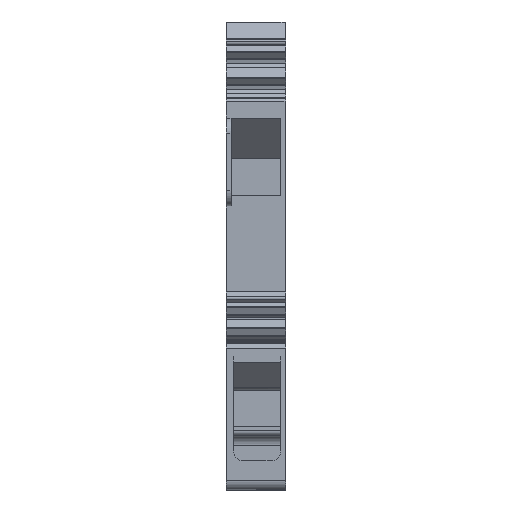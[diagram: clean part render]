
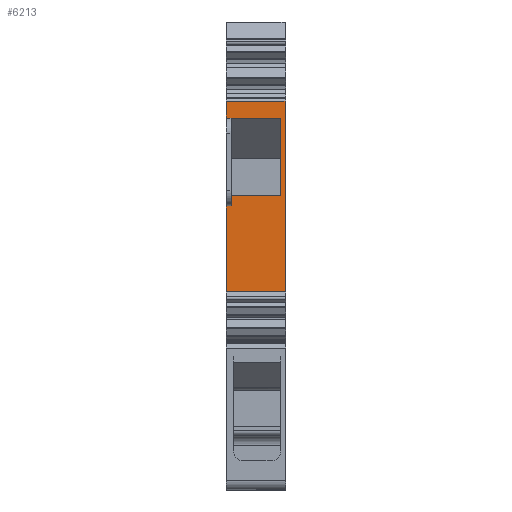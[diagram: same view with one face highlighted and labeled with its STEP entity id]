
A CAD part, front view. The second image highlights one B-rep face of the part: STEP entity #6213.
In plain terms, the highlighted planar face has unit normal (0, -1, 0).
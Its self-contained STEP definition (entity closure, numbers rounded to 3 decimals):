
#6143=AXIS2_PLACEMENT_3D('Plane Axis2P3D',#6140,#6141,#6142) ;
#715=CARTESIAN_POINT('Vertex',(0.,11.55,20.3)) ;
#718=CARTESIAN_POINT('Line Origine',(0.,11.55,24.7)) ;
#722=CARTESIAN_POINT('Vertex',(0.,11.55,29.1)) ;
#743=CARTESIAN_POINT('Vertex',(0.,11.55,38.1)) ;
#746=CARTESIAN_POINT('Line Origine',(0.,11.55,38.964)) ;
#750=CARTESIAN_POINT('Vertex',(0.,11.55,39.828)) ;
#2728=CARTESIAN_POINT('Vertex',(6.1,11.55,39.828)) ;
#2731=CARTESIAN_POINT('Line Origine',(6.1,11.55,30.064)) ;
#2735=CARTESIAN_POINT('Vertex',(6.1,11.55,20.3)) ;
#6080=CARTESIAN_POINT('Line Origine',(1.9,11.55,20.3)) ;
#6084=CARTESIAN_POINT('Vertex',(3.8,11.55,20.3)) ;
#6087=CARTESIAN_POINT('Line Origine',(6.,11.55,20.3)) ;
#6091=CARTESIAN_POINT('Vertex',(5.9,11.55,20.3)) ;
#6094=CARTESIAN_POINT('Line Origine',(4.85,11.55,20.3)) ;
#6140=CARTESIAN_POINT('Axis2P3D Location',(0.,11.55,20.3)) ;
#6145=CARTESIAN_POINT('Line Origine',(5.6,11.55,34.15)) ;
#6149=CARTESIAN_POINT('Vertex',(5.6,11.55,30.2)) ;
#6151=CARTESIAN_POINT('Vertex',(5.6,11.55,38.1)) ;
#6154=CARTESIAN_POINT('Line Origine',(3.05,11.55,30.2)) ;
#6158=CARTESIAN_POINT('Vertex',(0.5,11.55,30.2)) ;
#6161=CARTESIAN_POINT('Line Origine',(0.5,11.55,29.65)) ;
#6165=CARTESIAN_POINT('Vertex',(0.5,11.55,29.1)) ;
#6168=CARTESIAN_POINT('Line Origine',(0.25,11.55,29.1)) ;
#6173=CARTESIAN_POINT('Line Origine',(6.,11.55,39.828)) ;
#6177=CARTESIAN_POINT('Vertex',(5.9,11.55,39.828)) ;
#6180=CARTESIAN_POINT('Line Origine',(2.95,11.55,39.828)) ;
#6185=CARTESIAN_POINT('Line Origine',(0.25,11.55,38.1)) ;
#6189=CARTESIAN_POINT('Vertex',(0.5,11.55,38.1)) ;
#6192=CARTESIAN_POINT('Line Origine',(3.05,11.55,38.1)) ;
#719=DIRECTION('Vector Direction',(0.,0.,1.)) ;
#747=DIRECTION('Vector Direction',(0.,0.,1.)) ;
#2732=DIRECTION('Vector Direction',(0.,0.,-1.)) ;
#6081=DIRECTION('Vector Direction',(-1.,0.,0.)) ;
#6088=DIRECTION('Vector Direction',(-1.,0.,0.)) ;
#6095=DIRECTION('Vector Direction',(-1.,0.,0.)) ;
#6141=DIRECTION('Axis2P3D Direction',(0.,-1.,0.)) ;
#6142=DIRECTION('Axis2P3D XDirection',(0.,0.,1.)) ;
#6146=DIRECTION('Vector Direction',(0.,0.,-1.)) ;
#6155=DIRECTION('Vector Direction',(-1.,0.,0.)) ;
#6162=DIRECTION('Vector Direction',(0.,0.,1.)) ;
#6169=DIRECTION('Vector Direction',(-1.,0.,0.)) ;
#6174=DIRECTION('Vector Direction',(-1.,0.,0.)) ;
#6181=DIRECTION('Vector Direction',(-1.,0.,0.)) ;
#6186=DIRECTION('Vector Direction',(-1.,0.,0.)) ;
#6193=DIRECTION('Vector Direction',(-1.,0.,0.)) ;
#720=VECTOR('Line Direction',#719,1.) ;
#748=VECTOR('Line Direction',#747,1.) ;
#2733=VECTOR('Line Direction',#2732,1.) ;
#6082=VECTOR('Line Direction',#6081,1.) ;
#6089=VECTOR('Line Direction',#6088,1.) ;
#6096=VECTOR('Line Direction',#6095,1.) ;
#6147=VECTOR('Line Direction',#6146,1.) ;
#6156=VECTOR('Line Direction',#6155,1.) ;
#6163=VECTOR('Line Direction',#6162,1.) ;
#6170=VECTOR('Line Direction',#6169,1.) ;
#6175=VECTOR('Line Direction',#6174,1.) ;
#6182=VECTOR('Line Direction',#6181,1.) ;
#6187=VECTOR('Line Direction',#6186,1.) ;
#6194=VECTOR('Line Direction',#6193,1.) ;
#6198=ORIENTED_EDGE('',*,*,#6153,.F.) ;
#6199=ORIENTED_EDGE('',*,*,#6160,.T.) ;
#6200=ORIENTED_EDGE('',*,*,#6167,.T.) ;
#6201=ORIENTED_EDGE('',*,*,#6172,.T.) ;
#6202=ORIENTED_EDGE('',*,*,#724,.F.) ;
#6203=ORIENTED_EDGE('',*,*,#6086,.F.) ;
#6204=ORIENTED_EDGE('',*,*,#6098,.F.) ;
#6205=ORIENTED_EDGE('',*,*,#6093,.F.) ;
#6206=ORIENTED_EDGE('',*,*,#2737,.F.) ;
#6207=ORIENTED_EDGE('',*,*,#6179,.T.) ;
#6208=ORIENTED_EDGE('',*,*,#6184,.T.) ;
#6209=ORIENTED_EDGE('',*,*,#752,.F.) ;
#6210=ORIENTED_EDGE('',*,*,#6191,.F.) ;
#6211=ORIENTED_EDGE('',*,*,#6196,.F.) ;
#6213=ADVANCED_FACE('KLTR',(#6212),#6144,.T.) ;
#724=EDGE_CURVE('',#716,#723,#721,.T.) ;
#752=EDGE_CURVE('',#744,#751,#749,.T.) ;
#2737=EDGE_CURVE('',#2729,#2736,#2734,.T.) ;
#6086=EDGE_CURVE('',#6085,#716,#6083,.T.) ;
#6093=EDGE_CURVE('',#2736,#6092,#6090,.T.) ;
#6098=EDGE_CURVE('',#6092,#6085,#6097,.T.) ;
#6153=EDGE_CURVE('',#6150,#6152,#6148,.F.) ;
#6160=EDGE_CURVE('',#6150,#6159,#6157,.T.) ;
#6167=EDGE_CURVE('',#6159,#6166,#6164,.F.) ;
#6172=EDGE_CURVE('',#6166,#723,#6171,.T.) ;
#6179=EDGE_CURVE('',#2729,#6178,#6176,.T.) ;
#6184=EDGE_CURVE('',#6178,#751,#6183,.T.) ;
#6191=EDGE_CURVE('',#6190,#744,#6188,.T.) ;
#6196=EDGE_CURVE('',#6152,#6190,#6195,.T.) ;
#6197=EDGE_LOOP('',(#6198,#6199,#6200,#6201,#6202,#6203,#6204,#6205,#6206,#6207,#6208,#6209,#6210,#6211)) ;
#6212=FACE_OUTER_BOUND('',#6197,.T.) ;
#721=LINE('Line',#718,#720) ;
#749=LINE('Line',#746,#748) ;
#2734=LINE('Line',#2731,#2733) ;
#6083=LINE('Line',#6080,#6082) ;
#6090=LINE('Line',#6087,#6089) ;
#6097=LINE('Line',#6094,#6096) ;
#6148=LINE('Line',#6145,#6147) ;
#6157=LINE('Line',#6154,#6156) ;
#6164=LINE('Line',#6161,#6163) ;
#6171=LINE('Line',#6168,#6170) ;
#6176=LINE('Line',#6173,#6175) ;
#6183=LINE('Line',#6180,#6182) ;
#6188=LINE('Line',#6185,#6187) ;
#6195=LINE('Line',#6192,#6194) ;
#6144=PLANE('',#6143) ;
#716=VERTEX_POINT('',#715) ;
#723=VERTEX_POINT('',#722) ;
#744=VERTEX_POINT('',#743) ;
#751=VERTEX_POINT('',#750) ;
#2729=VERTEX_POINT('',#2728) ;
#2736=VERTEX_POINT('',#2735) ;
#6085=VERTEX_POINT('',#6084) ;
#6092=VERTEX_POINT('',#6091) ;
#6150=VERTEX_POINT('',#6149) ;
#6152=VERTEX_POINT('',#6151) ;
#6159=VERTEX_POINT('',#6158) ;
#6166=VERTEX_POINT('',#6165) ;
#6178=VERTEX_POINT('',#6177) ;
#6190=VERTEX_POINT('',#6189) ;
